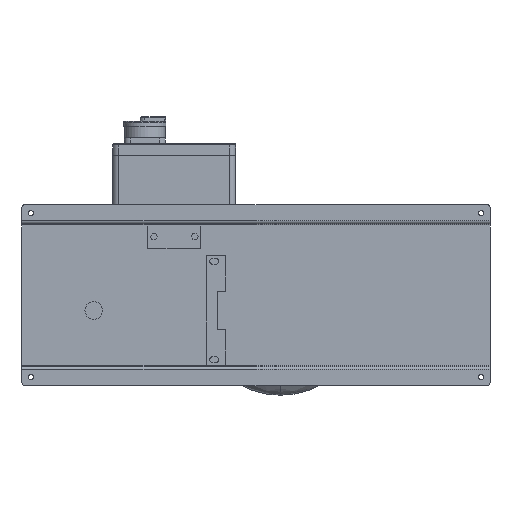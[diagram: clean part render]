
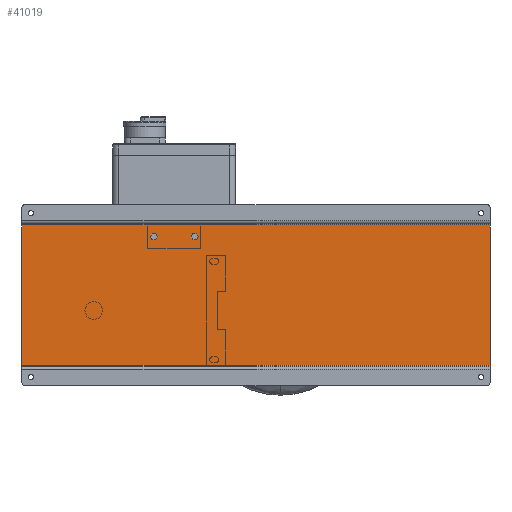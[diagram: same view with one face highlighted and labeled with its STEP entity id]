
A CAD part, front view. The second image highlights one B-rep face of the part: STEP entity #41019.
In plain terms, the highlighted planar face has unit normal (0, -1, 0).
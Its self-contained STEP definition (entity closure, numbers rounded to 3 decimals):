
#2005 = FACE_OUTER_BOUND ( 'NONE', #39591, .T. ) ;
#2231 = DIRECTION ( 'NONE',  ( 0., 1., 0. ) ) ;
#2769 = LINE ( 'NONE', #16764, #28263 ) ;
#3355 = ORIENTED_EDGE ( 'NONE', *, *, #18284, .T. ) ;
#4745 = EDGE_CURVE ( 'NONE', #6617, #39700, #44149, .T. ) ;
#5604 = CARTESIAN_POINT ( 'NONE',  ( 400., 52., -120. ) ) ;
#6380 = DIRECTION ( 'NONE',  ( -1., 0., 0. ) ) ;
#6566 = CARTESIAN_POINT ( 'NONE',  ( 400., 52., -120. ) ) ;
#6617 = VERTEX_POINT ( 'NONE', #17636 ) ;
#8038 = EDGE_CURVE ( 'NONE', #39700, #44427, #17581, .T. ) ;
#9516 = VECTOR ( 'NONE', #17441, 1000. ) ;
#11819 = ORIENTED_EDGE ( 'NONE', *, *, #4745, .F. ) ;
#12399 = CARTESIAN_POINT ( 'NONE',  ( -400., 52., -120. ) ) ;
#14480 = CARTESIAN_POINT ( 'NONE',  ( 400., 52., -120. ) ) ;
#16342 = EDGE_CURVE ( 'NONE', #6617, #37758, #2769, .T. ) ;
#16764 = CARTESIAN_POINT ( 'NONE',  ( 400., 52., 120. ) ) ;
#17110 = ORIENTED_EDGE ( 'NONE', *, *, #16342, .T. ) ;
#17441 = DIRECTION ( 'NONE',  ( 0., 0., -1. ) ) ;
#17581 = LINE ( 'NONE', #6566, #24680 ) ;
#17636 = CARTESIAN_POINT ( 'NONE',  ( 400., 52., 120. ) ) ;
#17885 = CARTESIAN_POINT ( 'NONE',  ( 400., 52., 120. ) ) ;
#18284 = EDGE_CURVE ( 'NONE', #37758, #44427, #43109, .T. ) ;
#21803 = PLANE ( 'NONE',  #25546 ) ;
#24041 = CARTESIAN_POINT ( 'NONE',  ( -400., 52., 120. ) ) ;
#24680 = VECTOR ( 'NONE', #42021, 1000. ) ;
#25546 = AXIS2_PLACEMENT_3D ( 'NONE', #5604, #2231, #28730 ) ;
#26089 = DIRECTION ( 'NONE',  ( 0., 0., -1. ) ) ;
#28263 = VECTOR ( 'NONE', #6380, 1000. ) ;
#28730 = DIRECTION ( 'NONE',  ( 0., 0., 1. ) ) ;
#37758 = VERTEX_POINT ( 'NONE', #24041 ) ;
#38280 = VECTOR ( 'NONE', #26089, 1000. ) ;
#39591 = EDGE_LOOP ( 'NONE', ( #3355, #44329, #11819, #17110 ) ) ;
#39700 = VERTEX_POINT ( 'NONE', #14480 ) ;
#41019 = ADVANCED_FACE ( 'NONE', ( #2005 ), #21803, .F. ) ;
#42021 = DIRECTION ( 'NONE',  ( -1., 0., 0. ) ) ;
#42208 = CARTESIAN_POINT ( 'NONE',  ( -400., 52., -120. ) ) ;
#43109 = LINE ( 'NONE', #12399, #38280 ) ;
#44149 = LINE ( 'NONE', #17885, #9516 ) ;
#44329 = ORIENTED_EDGE ( 'NONE', *, *, #8038, .F. ) ;
#44427 = VERTEX_POINT ( 'NONE', #42208 ) ;
